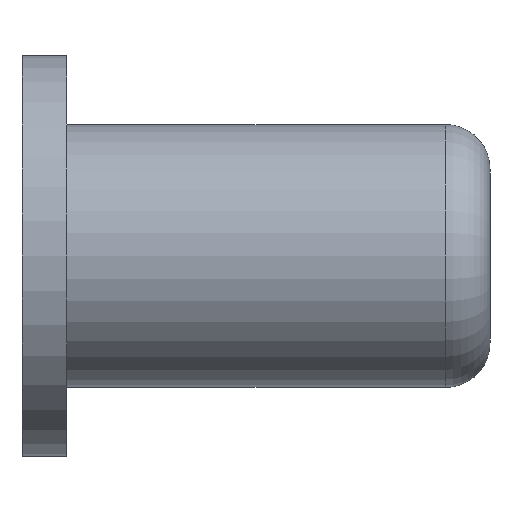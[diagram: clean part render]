
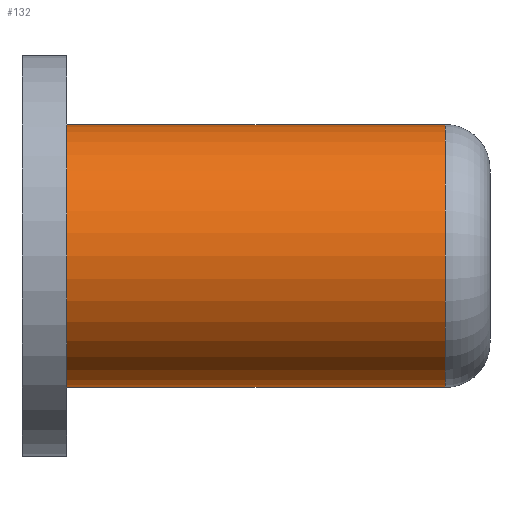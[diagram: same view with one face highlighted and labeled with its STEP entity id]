
A CAD part, left-side view. The second image highlights one B-rep face of the part: STEP entity #132.
In plain terms, the highlighted cylindrical face has radius 2.95 mm (diameter 5.9 mm), a full revolution.
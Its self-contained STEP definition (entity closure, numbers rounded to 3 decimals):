
#21=LINE('',#244,#24);
#24=VECTOR('',#198,2.95);
#27=CYLINDRICAL_SURFACE('',#165,2.95);
#31=FACE_OUTER_BOUND('',#38,.T.);
#38=EDGE_LOOP('',(#101,#102,#103,#104,#105,#106,#107));
#49=CIRCLE('',#161,2.95);
#50=CIRCLE('',#162,2.95);
#51=CIRCLE('',#163,2.95);
#53=CIRCLE('',#166,2.95);
#54=CIRCLE('',#167,2.95);
#64=VERTEX_POINT('',#234);
#65=VERTEX_POINT('',#236);
#66=VERTEX_POINT('',#238);
#67=VERTEX_POINT('',#243);
#68=VERTEX_POINT('',#245);
#78=EDGE_CURVE('',#64,#65,#49,.T.);
#79=EDGE_CURVE('',#65,#66,#50,.T.);
#80=EDGE_CURVE('',#66,#64,#51,.T.);
#82=EDGE_CURVE('',#65,#67,#21,.T.);
#83=EDGE_CURVE('',#67,#68,#53,.T.);
#84=EDGE_CURVE('',#68,#67,#54,.T.);
#101=ORIENTED_EDGE('',*,*,#80,.F.);
#102=ORIENTED_EDGE('',*,*,#79,.F.);
#103=ORIENTED_EDGE('',*,*,#82,.T.);
#104=ORIENTED_EDGE('',*,*,#83,.T.);
#105=ORIENTED_EDGE('',*,*,#84,.T.);
#106=ORIENTED_EDGE('',*,*,#82,.F.);
#107=ORIENTED_EDGE('',*,*,#78,.F.);
#132=ADVANCED_FACE('',(#31),#27,.T.);
#161=AXIS2_PLACEMENT_3D('',#237,#188,#189);
#162=AXIS2_PLACEMENT_3D('',#239,#190,#191);
#163=AXIS2_PLACEMENT_3D('',#240,#192,#193);
#165=AXIS2_PLACEMENT_3D('',#242,#196,#197);
#166=AXIS2_PLACEMENT_3D('',#246,#199,#200);
#167=AXIS2_PLACEMENT_3D('',#247,#201,#202);
#188=DIRECTION('center_axis',(0.,-1.,0.));
#189=DIRECTION('ref_axis',(-1.,0.,0.));
#190=DIRECTION('center_axis',(0.,-1.,0.));
#191=DIRECTION('ref_axis',(-1.,0.,0.));
#192=DIRECTION('center_axis',(0.,-1.,0.));
#193=DIRECTION('ref_axis',(-1.,0.,0.));
#196=DIRECTION('center_axis',(0.,-1.,0.));
#197=DIRECTION('ref_axis',(1.,0.,0.));
#198=DIRECTION('',(0.,1.,0.));
#199=DIRECTION('center_axis',(0.,-1.,0.));
#200=DIRECTION('ref_axis',(1.,0.,0.));
#201=DIRECTION('center_axis',(0.,-1.,0.));
#202=DIRECTION('ref_axis',(1.,0.,0.));
#234=CARTESIAN_POINT('',(0.,1.,2.95));
#236=CARTESIAN_POINT('',(-2.95,1.,0.));
#237=CARTESIAN_POINT('Origin',(0.,1.,0.));
#238=CARTESIAN_POINT('',(2.95,1.,0.));
#239=CARTESIAN_POINT('Origin',(0.,1.,0.));
#240=CARTESIAN_POINT('Origin',(0.,1.,0.));
#242=CARTESIAN_POINT('Origin',(0.,4.75,0.));
#243=CARTESIAN_POINT('',(-2.95,9.5,0.));
#244=CARTESIAN_POINT('',(-2.95,4.75,0.));
#245=CARTESIAN_POINT('',(2.95,9.5,0.));
#246=CARTESIAN_POINT('Origin',(0.,9.5,0.));
#247=CARTESIAN_POINT('Origin',(0.,9.5,0.));
